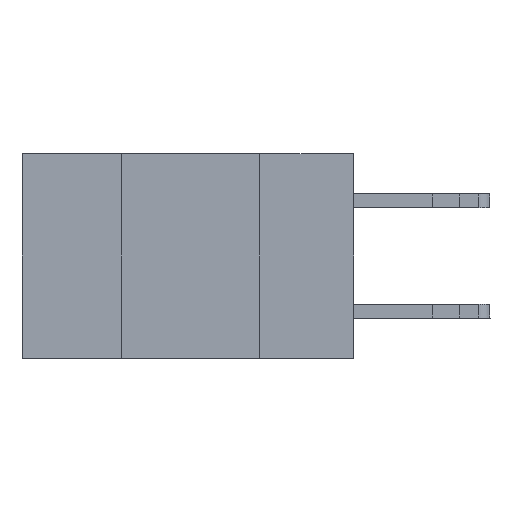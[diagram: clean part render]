
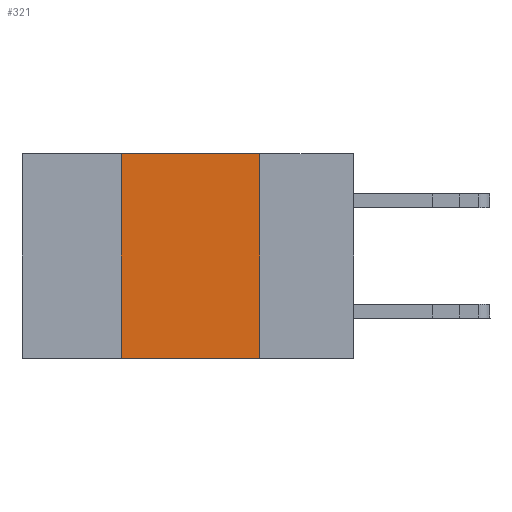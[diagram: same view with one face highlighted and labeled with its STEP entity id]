
A CAD part, left-side view. The second image highlights one B-rep face of the part: STEP entity #321.
In plain terms, the highlighted planar face has unit normal (-1, 0, 0).
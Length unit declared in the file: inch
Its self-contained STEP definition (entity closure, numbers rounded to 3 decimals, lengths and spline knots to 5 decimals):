
#321 = ADVANCED_FACE ( 'NONE', ( #6417 ), #12184, .F. ) ;
#535 = DIRECTION ( 'NONE',  ( 0., 0., -1. ) ) ;
#672 = ORIENTED_EDGE ( 'NONE', *, *, #14597, .F. ) ;
#1129 = LINE ( 'NONE', #8469, #5305 ) ;
#1930 = VERTEX_POINT ( 'NONE', #8899 ) ;
#2280 = CARTESIAN_POINT ( 'NONE',  ( 0., 0.6, 0. ) ) ;
#3896 = LINE ( 'NONE', #12633, #21722 ) ;
#4712 = CARTESIAN_POINT ( 'NONE',  ( 0., 0.6, -0.37 ) ) ;
#5305 = VECTOR ( 'NONE', #6774, 39.37008 ) ;
#5636 = VECTOR ( 'NONE', #17913, 39.37008 ) ;
#5951 = ORIENTED_EDGE ( 'NONE', *, *, #14296, .F. ) ;
#6417 = FACE_OUTER_BOUND ( 'NONE', #16688, .T. ) ;
#6774 = DIRECTION ( 'NONE',  ( 0., 0., 1. ) ) ;
#7361 = LINE ( 'NONE', #4712, #21177 ) ;
#8469 = CARTESIAN_POINT ( 'NONE',  ( 0., 0.42, 0. ) ) ;
#8899 = CARTESIAN_POINT ( 'NONE',  ( 0., 0.17, -0.37 ) ) ;
#9645 = DIRECTION ( 'NONE',  ( 0., 0., -1. ) ) ;
#11056 = VERTEX_POINT ( 'NONE', #13888 ) ;
#11460 = DIRECTION ( 'NONE',  ( 0., -1., 0. ) ) ;
#12184 = PLANE ( 'NONE',  #14583 ) ;
#12633 = CARTESIAN_POINT ( 'NONE',  ( 0., 0.17, 0. ) ) ;
#12965 = CARTESIAN_POINT ( 'NONE',  ( 0., 0.42, -0.37 ) ) ;
#13888 = CARTESIAN_POINT ( 'NONE',  ( 0., 0.17, 0. ) ) ;
#14296 = EDGE_CURVE ( 'NONE', #19838, #20462, #1129, .T. ) ;
#14448 = ORIENTED_EDGE ( 'NONE', *, *, #16134, .F. ) ;
#14583 = AXIS2_PLACEMENT_3D ( 'NONE', #17438, #14785, #9645 ) ;
#14597 = EDGE_CURVE ( 'NONE', #11056, #1930, #3896, .T. ) ;
#14663 = LINE ( 'NONE', #2280, #5636 ) ;
#14785 = DIRECTION ( 'NONE',  ( 1., 0., 0. ) ) ;
#15574 = ORIENTED_EDGE ( 'NONE', *, *, #18083, .T. ) ;
#16134 = EDGE_CURVE ( 'NONE', #20462, #11056, #14663, .T. ) ;
#16688 = EDGE_LOOP ( 'NONE', ( #672, #14448, #5951, #15574 ) ) ;
#17438 = CARTESIAN_POINT ( 'NONE',  ( 0., 0.6, 0. ) ) ;
#17913 = DIRECTION ( 'NONE',  ( 0., -1., 0. ) ) ;
#18083 = EDGE_CURVE ( 'NONE', #19838, #1930, #7361, .T. ) ;
#19838 = VERTEX_POINT ( 'NONE', #12965 ) ;
#20462 = VERTEX_POINT ( 'NONE', #21511 ) ;
#21177 = VECTOR ( 'NONE', #11460, 39.37008 ) ;
#21511 = CARTESIAN_POINT ( 'NONE',  ( 0., 0.42, 0. ) ) ;
#21722 = VECTOR ( 'NONE', #535, 39.37008 ) ;
